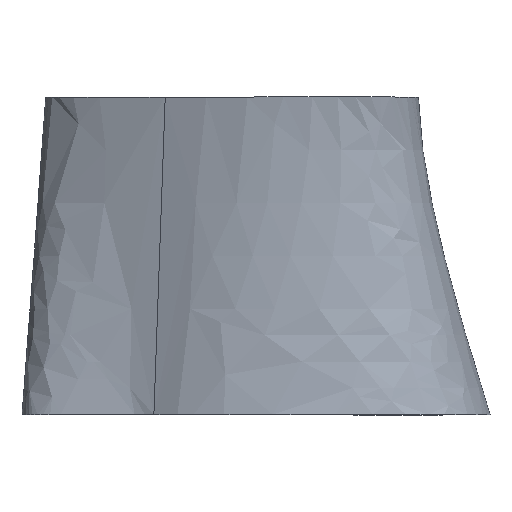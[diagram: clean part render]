
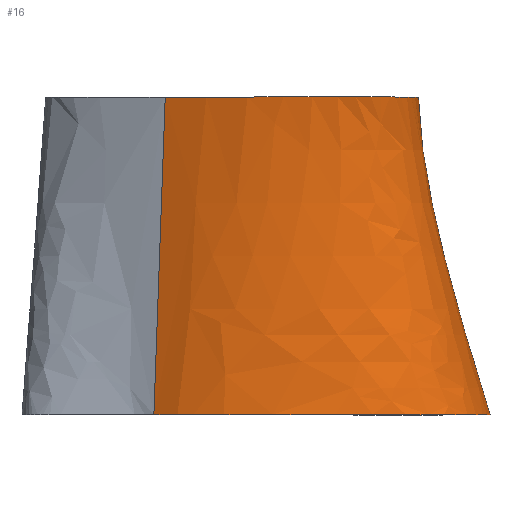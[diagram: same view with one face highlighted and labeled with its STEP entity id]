
A CAD part, top view. The second image highlights one B-rep face of the part: STEP entity #16.
In plain terms, the highlighted free-form (B-spline) face has degree [3, 3] with [4, 12] control points.
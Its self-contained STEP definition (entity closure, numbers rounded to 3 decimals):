
#16=ADVANCED_FACE('',(#18),#40,.T.);
#18=FACE_OUTER_BOUND('',#20,.T.);
#20=EDGE_LOOP('',(#25,#26,#27,#28));
#25=ORIENTED_EDGE('',*,*,#34,.T.);
#26=ORIENTED_EDGE('',*,*,#29,.T.);
#27=ORIENTED_EDGE('',*,*,#30,.T.);
#28=ORIENTED_EDGE('',*,*,#32,.F.);
#29=EDGE_CURVE('',#35,#36,#48,.T.);
#30=EDGE_CURVE('',#36,#38,#49,.T.);
#32=EDGE_CURVE('',#37,#38,#51,.T.);
#34=EDGE_CURVE('',#37,#35,#53,.T.);
#35=VERTEX_POINT('',#211);
#36=VERTEX_POINT('',#212);
#37=VERTEX_POINT('',#213);
#38=VERTEX_POINT('',#214);
#40=B_SPLINE_SURFACE_WITH_KNOTS('',3,3,((#163,#164,#165,#166,#167,#168,
#169,#170,#171,#172,#173,#174),(#175,#176,#177,#178,#179,#180,#181,#182,
#183,#184,#185,#186),(#187,#188,#189,#190,#191,#192,#193,#194,#195,#196,
#197,#198),(#199,#200,#201,#202,#203,#204,#205,#206,#207,#208,#209,#210)),
 .UNSPECIFIED.,.F.,.F.,.F.,(4,4),(4,1,1,1,1,1,1,1,1,4),(0.,992.982),
(-8537.407,-8201.716,-7997.82,-7770.047,
-7458.234,-7338.377,-6918.647,-6906.708,
-6475.039,-6379.061),.UNSPECIFIED.);
#48=B_SPLINE_CURVE_WITH_KNOTS('',3,(#215,#216,#217,#218),.UNSPECIFIED.,
 .F.,.F.,(4,4),(0.,992.982),.UNSPECIFIED.);
#49=B_SPLINE_CURVE_WITH_KNOTS('',3,(#219,#220,#221,#222,#223,#224,#225,
#226,#227,#228,#229,#230),.UNSPECIFIED.,.F.,.F.,(4,1,1,1,1,1,1,1,1,4),(-8537.407,
-8201.716,-7997.82,-7770.047,-7458.234,
-7338.377,-6918.647,-6906.708,-6475.039,
-6379.061),.UNSPECIFIED.);
#51=B_SPLINE_CURVE_WITH_KNOTS('',3,(#245,#246,#247,#248),.UNSPECIFIED.,
 .F.,.F.,(4,4),(0.,992.982),.UNSPECIFIED.);
#53=B_SPLINE_CURVE_WITH_KNOTS('',3,(#263,#264,#265,#266,#267,#268,#269,
#270,#271,#272,#273,#274),.UNSPECIFIED.,.F.,.F.,(4,1,1,1,1,1,1,1,1,4),(6379.061,
6475.039,6906.708,6918.647,7338.377,7458.234,
7770.047,7997.82,8201.716,8537.407),
 .UNSPECIFIED.);
#163=CARTESIAN_POINT('',(-201.888,506.,-7.726));
#164=CARTESIAN_POINT('',(-141.611,506.,23.624));
#165=CARTESIAN_POINT('',(-50.253,506.,69.211));
#166=CARTESIAN_POINT('',(89.345,506.,111.014));
#167=CARTESIAN_POINT('',(242.603,506.,128.));
#168=CARTESIAN_POINT('',(358.948,506.,101.346));
#169=CARTESIAN_POINT('',(433.,506.,1.714));
#170=CARTESIAN_POINT('',(417.258,506.,-92.176));
#171=CARTESIAN_POINT('',(303.871,506.,-173.013));
#172=CARTESIAN_POINT('',(178.525,506.,-182.597));
#173=CARTESIAN_POINT('',(98.666,506.,-208.993));
#174=CARTESIAN_POINT('',(86.333,506.,-214.833));
#175=CARTESIAN_POINT('',(-211.098,247.667,9.096));
#176=CARTESIAN_POINT('',(-155.728,247.667,38.311));
#177=CARTESIAN_POINT('',(-72.687,247.667,86.355));
#178=CARTESIAN_POINT('',(135.555,247.667,121.676));
#179=CARTESIAN_POINT('',(349.112,247.667,98.56));
#180=CARTESIAN_POINT('',(444.632,247.667,-30.595));
#181=CARTESIAN_POINT('',(458.066,247.667,-203.695));
#182=CARTESIAN_POINT('',(384.012,247.667,-267.784));
#183=CARTESIAN_POINT('',(256.58,247.667,-275.759));
#184=CARTESIAN_POINT('',(173.017,247.667,-223.121));
#185=CARTESIAN_POINT('',(99.939,247.667,-218.274));
#186=CARTESIAN_POINT('',(87.572,247.667,-218.993));
#187=CARTESIAN_POINT('',(-220.309,-10.667,25.919));
#188=CARTESIAN_POINT('',(-169.845,-10.667,52.998));
#189=CARTESIAN_POINT('',(-95.122,-10.667,103.5));
#190=CARTESIAN_POINT('',(181.765,-10.667,132.338));
#191=CARTESIAN_POINT('',(455.622,-10.667,69.121));
#192=CARTESIAN_POINT('',(530.316,-10.667,-162.535));
#193=CARTESIAN_POINT('',(483.131,-10.667,-409.104));
#194=CARTESIAN_POINT('',(350.765,-10.667,-443.392));
#195=CARTESIAN_POINT('',(209.29,-10.667,-378.505));
#196=CARTESIAN_POINT('',(167.508,-10.667,-263.645));
#197=CARTESIAN_POINT('',(101.211,-10.667,-227.555));
#198=CARTESIAN_POINT('',(88.81,-10.667,-223.153));
#199=CARTESIAN_POINT('',(-229.52,-269.,42.742));
#200=CARTESIAN_POINT('',(-183.963,-269.,67.685));
#201=CARTESIAN_POINT('',(-117.557,-269.,120.644));
#202=CARTESIAN_POINT('',(227.975,-269.,143.));
#203=CARTESIAN_POINT('',(562.131,-269.,39.681));
#204=CARTESIAN_POINT('',(616.,-269.,-294.475));
#205=CARTESIAN_POINT('',(508.197,-269.,-614.512));
#206=CARTESIAN_POINT('',(317.519,-269.,-619.));
#207=CARTESIAN_POINT('',(162.,-269.,-481.252));
#208=CARTESIAN_POINT('',(162.,-269.,-304.168));
#209=CARTESIAN_POINT('',(102.484,-269.,-236.837));
#210=CARTESIAN_POINT('',(90.048,-269.,-227.312));
#211=CARTESIAN_POINT('',(-201.888,506.,-7.726));
#212=CARTESIAN_POINT('',(-229.52,-269.,42.742));
#213=CARTESIAN_POINT('',(86.333,506.,-214.833));
#214=CARTESIAN_POINT('',(90.048,-269.,-227.312));
#215=CARTESIAN_POINT('',(-201.888,506.,-7.726));
#216=CARTESIAN_POINT('',(-211.098,247.667,9.096));
#217=CARTESIAN_POINT('',(-220.309,-10.667,25.919));
#218=CARTESIAN_POINT('',(-229.52,-269.,42.742));
#219=CARTESIAN_POINT('',(-229.52,-269.,42.742));
#220=CARTESIAN_POINT('',(-183.963,-269.,67.685));
#221=CARTESIAN_POINT('',(-117.557,-269.,120.644));
#222=CARTESIAN_POINT('',(227.975,-269.,143.));
#223=CARTESIAN_POINT('',(562.131,-269.,39.681));
#224=CARTESIAN_POINT('',(616.,-269.,-294.475));
#225=CARTESIAN_POINT('',(508.197,-269.,-614.512));
#226=CARTESIAN_POINT('',(317.519,-269.,-619.));
#227=CARTESIAN_POINT('',(162.,-269.,-481.252));
#228=CARTESIAN_POINT('',(162.,-269.,-304.168));
#229=CARTESIAN_POINT('',(102.484,-269.,-236.837));
#230=CARTESIAN_POINT('',(90.048,-269.,-227.312));
#245=CARTESIAN_POINT('',(86.333,506.,-214.833));
#246=CARTESIAN_POINT('',(87.572,247.667,-218.993));
#247=CARTESIAN_POINT('',(88.81,-10.667,-223.153));
#248=CARTESIAN_POINT('',(90.048,-269.,-227.312));
#263=CARTESIAN_POINT('',(86.333,506.,-214.833));
#264=CARTESIAN_POINT('',(98.666,506.,-208.993));
#265=CARTESIAN_POINT('',(178.525,506.,-182.597));
#266=CARTESIAN_POINT('',(303.871,506.,-173.013));
#267=CARTESIAN_POINT('',(417.258,506.,-92.176));
#268=CARTESIAN_POINT('',(433.,506.,1.714));
#269=CARTESIAN_POINT('',(358.948,506.,101.346));
#270=CARTESIAN_POINT('',(242.603,506.,128.));
#271=CARTESIAN_POINT('',(89.345,506.,111.014));
#272=CARTESIAN_POINT('',(-50.253,506.,69.211));
#273=CARTESIAN_POINT('',(-141.611,506.,23.624));
#274=CARTESIAN_POINT('',(-201.888,506.,-7.726));
